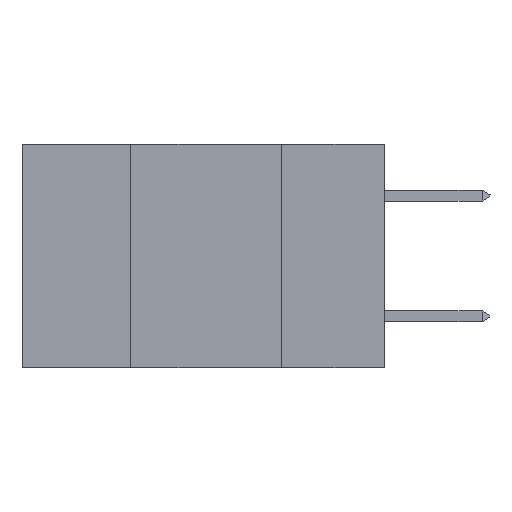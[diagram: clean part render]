
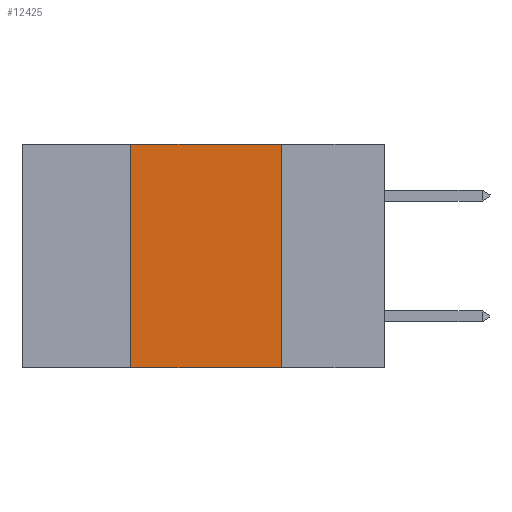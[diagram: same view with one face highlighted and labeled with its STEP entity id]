
A CAD part, left-side view. The second image highlights one B-rep face of the part: STEP entity #12425.
In plain terms, the highlighted planar face has unit normal (-1, 0, 0).
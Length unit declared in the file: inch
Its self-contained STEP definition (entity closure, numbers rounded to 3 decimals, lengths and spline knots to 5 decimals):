
#108 = EDGE_LOOP ( 'NONE', ( #10796, #6845, #8261, #1425 ) ) ;
#1425 = ORIENTED_EDGE ( 'NONE', *, *, #3563, .T. ) ;
#1921 = VERTEX_POINT ( 'NONE', #11382 ) ;
#2135 = VERTEX_POINT ( 'NONE', #13352 ) ;
#2246 = DIRECTION ( 'NONE',  ( 0., 0., -1. ) ) ;
#2372 = CARTESIAN_POINT ( 'NONE',  ( 0., 0.17, 0. ) ) ;
#2936 = CARTESIAN_POINT ( 'NONE',  ( 0., 0.42, 0. ) ) ;
#3563 = EDGE_CURVE ( 'NONE', #2135, #16362, #3596, .T. ) ;
#3596 = LINE ( 'NONE', #7843, #6707 ) ;
#3951 = VECTOR ( 'NONE', #8468, 39.37008 ) ;
#4179 = VECTOR ( 'NONE', #14824, 39.37008 ) ;
#6244 = AXIS2_PLACEMENT_3D ( 'NONE', #15743, #11303, #2246 ) ;
#6447 = VERTEX_POINT ( 'NONE', #11247 ) ;
#6707 = VECTOR ( 'NONE', #9357, 39.37008 ) ;
#6845 = ORIENTED_EDGE ( 'NONE', *, *, #12697, .F. ) ;
#7406 = VECTOR ( 'NONE', #13495, 39.37008 ) ;
#7843 = CARTESIAN_POINT ( 'NONE',  ( 0., 0.6, -0.37 ) ) ;
#8227 = LINE ( 'NONE', #10304, #4179 ) ;
#8261 = ORIENTED_EDGE ( 'NONE', *, *, #9606, .F. ) ;
#8468 = DIRECTION ( 'NONE',  ( 0., 0., -1. ) ) ;
#8928 = FACE_OUTER_BOUND ( 'NONE', #108, .T. ) ;
#9357 = DIRECTION ( 'NONE',  ( 0., -1., 0. ) ) ;
#9606 = EDGE_CURVE ( 'NONE', #2135, #6447, #11404, .T. ) ;
#10304 = CARTESIAN_POINT ( 'NONE',  ( 0., 0.6, 0. ) ) ;
#10796 = ORIENTED_EDGE ( 'NONE', *, *, #12513, .F. ) ;
#11247 = CARTESIAN_POINT ( 'NONE',  ( 0., 0.42, 0. ) ) ;
#11303 = DIRECTION ( 'NONE',  ( 1., 0., 0. ) ) ;
#11382 = CARTESIAN_POINT ( 'NONE',  ( 0., 0.17, 0. ) ) ;
#11404 = LINE ( 'NONE', #2936, #7406 ) ;
#12425 = ADVANCED_FACE ( 'NONE', ( #8928 ), #17235, .F. ) ;
#12513 = EDGE_CURVE ( 'NONE', #1921, #16362, #15502, .T. ) ;
#12697 = EDGE_CURVE ( 'NONE', #6447, #1921, #8227, .T. ) ;
#13352 = CARTESIAN_POINT ( 'NONE',  ( 0., 0.42, -0.37 ) ) ;
#13495 = DIRECTION ( 'NONE',  ( 0., 0., 1. ) ) ;
#14824 = DIRECTION ( 'NONE',  ( 0., -1., 0. ) ) ;
#15502 = LINE ( 'NONE', #2372, #3951 ) ;
#15743 = CARTESIAN_POINT ( 'NONE',  ( 0., 0.6, 0. ) ) ;
#16362 = VERTEX_POINT ( 'NONE', #19220 ) ;
#17235 = PLANE ( 'NONE',  #6244 ) ;
#19220 = CARTESIAN_POINT ( 'NONE',  ( 0., 0.17, -0.37 ) ) ;
